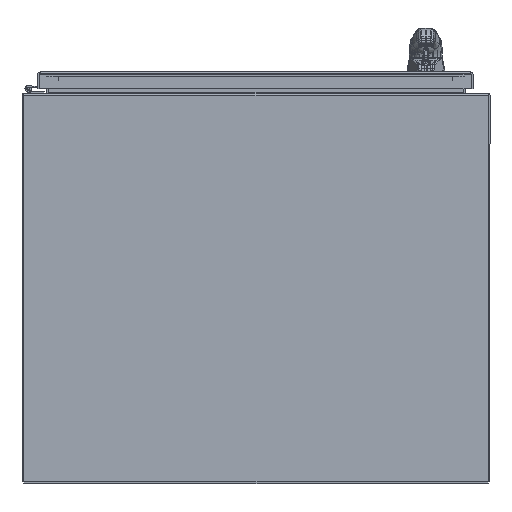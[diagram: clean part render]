
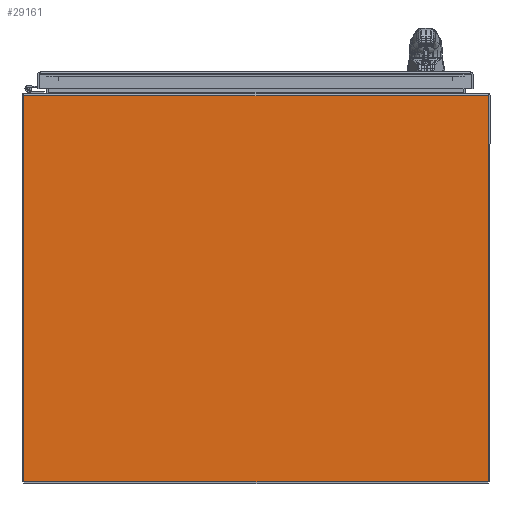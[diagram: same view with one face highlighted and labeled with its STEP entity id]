
A CAD part, front view. The second image highlights one B-rep face of the part: STEP entity #29161.
In plain terms, the highlighted face is planar.
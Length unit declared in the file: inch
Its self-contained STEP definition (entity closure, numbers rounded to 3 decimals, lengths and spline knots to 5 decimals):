
#6704 = ORIENTED_EDGE ( 'NONE', *, *, #117281, .T. ) ;
#9883 = EDGE_CURVE ( 'NONE', #112154, #16226, #34333, .T. ) ;
#16003 = EDGE_CURVE ( 'NONE', #16226, #120605, #47246, .T. ) ;
#16226 = VERTEX_POINT ( 'NONE', #68662 ) ;
#20653 = LINE ( 'NONE', #33622, #85258 ) ;
#21696 = DIRECTION ( 'NONE',  ( 1., 0., 0. ) ) ;
#21733 = DIRECTION ( 'NONE',  ( 0., 0., 1. ) ) ;
#21849 = CARTESIAN_POINT ( 'NONE',  ( 11.9688, -10.01565, 0. ) ) ;
#24074 = LINE ( 'NONE', #26574, #88645 ) ;
#26551 = PLANE ( 'NONE',  #28408 ) ;
#26574 = CARTESIAN_POINT ( 'NONE',  ( 0., 0., 0. ) ) ;
#28408 = AXIS2_PLACEMENT_3D ( 'NONE', #21849, #21733, #21696 ) ;
#29161 = ADVANCED_FACE ( 'NONE', ( #127643 ), #26551, .F. ) ;
#33622 = CARTESIAN_POINT ( 'NONE',  ( 0., -20.0313, 0. ) ) ;
#34333 = LINE ( 'NONE', #97342, #98793 ) ;
#38890 = DIRECTION ( 'NONE',  ( 1., 0., 0. ) ) ;
#46113 = DIRECTION ( 'NONE',  ( 0., 1., 0. ) ) ;
#47246 = LINE ( 'NONE', #81849, #83420 ) ;
#50569 = EDGE_LOOP ( 'NONE', ( #112021, #56068, #6704, #148234 ) ) ;
#56068 = ORIENTED_EDGE ( 'NONE', *, *, #82034, .T. ) ;
#61012 = CARTESIAN_POINT ( 'NONE',  ( 23.9376, 0., 0. ) ) ;
#68662 = CARTESIAN_POINT ( 'NONE',  ( 23.9376, -19.90635, 0. ) ) ;
#81849 = CARTESIAN_POINT ( 'NONE',  ( 17.9532, -19.90635, 0. ) ) ;
#81990 = DIRECTION ( 'NONE',  ( -1., 0., 0. ) ) ;
#82034 = EDGE_CURVE ( 'NONE', #120605, #142208, #20653, .T. ) ;
#83420 = VECTOR ( 'NONE', #81990, 39.37008 ) ;
#85258 = VECTOR ( 'NONE', #46113, 39.37008 ) ;
#88645 = VECTOR ( 'NONE', #38890, 39.37008 ) ;
#97342 = CARTESIAN_POINT ( 'NONE',  ( 23.9376, 0., 0. ) ) ;
#98793 = VECTOR ( 'NONE', #100037, 39.37008 ) ;
#100037 = DIRECTION ( 'NONE',  ( 0., -1., 0. ) ) ;
#106381 = CARTESIAN_POINT ( 'NONE',  ( 0., 0., 0. ) ) ;
#112021 = ORIENTED_EDGE ( 'NONE', *, *, #16003, .T. ) ;
#112154 = VERTEX_POINT ( 'NONE', #61012 ) ;
#117281 = EDGE_CURVE ( 'NONE', #142208, #112154, #24074, .T. ) ;
#120605 = VERTEX_POINT ( 'NONE', #145447 ) ;
#127643 = FACE_OUTER_BOUND ( 'NONE', #50569, .T. ) ;
#142208 = VERTEX_POINT ( 'NONE', #106381 ) ;
#145447 = CARTESIAN_POINT ( 'NONE',  ( 0., -19.90635, 0. ) ) ;
#148234 = ORIENTED_EDGE ( 'NONE', *, *, #9883, .T. ) ;
